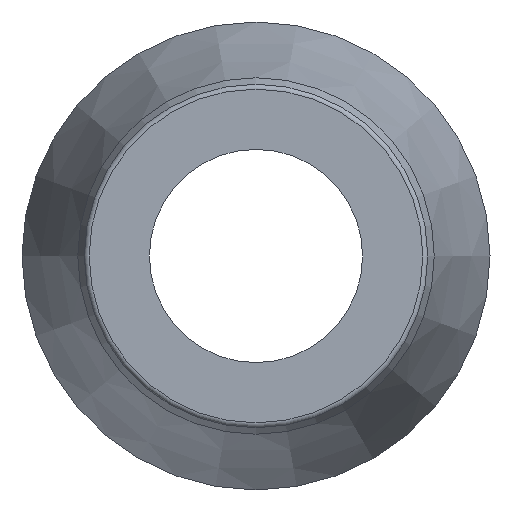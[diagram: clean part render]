
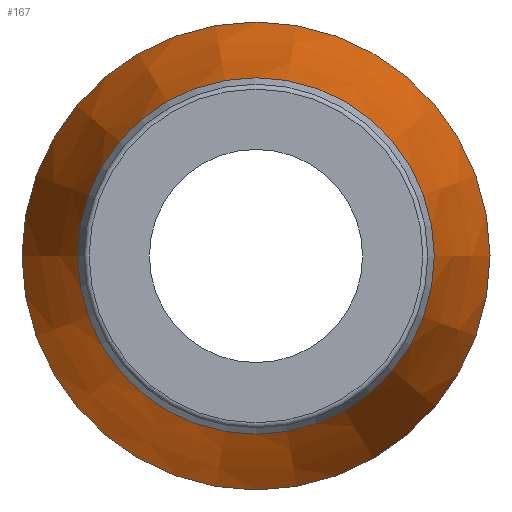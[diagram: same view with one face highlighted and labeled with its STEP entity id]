
A CAD part, left-side view. The second image highlights one B-rep face of the part: STEP entity #167.
In plain terms, the highlighted conical face has half-angle 15 degrees and reference radius 3.964 mm.
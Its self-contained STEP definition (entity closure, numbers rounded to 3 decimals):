
#23=CONICAL_SURFACE('',#205,3.964,0.262);
#28=FACE_BOUND('',#61,.T.);
#43=FACE_OUTER_BOUND('',#60,.T.);
#60=EDGE_LOOP('',(#135));
#61=EDGE_LOOP('',(#136));
#88=CIRCLE('',#204,3.428);
#89=CIRCLE('',#206,4.5);
#103=VERTEX_POINT('',#299);
#104=VERTEX_POINT('',#302);
#118=EDGE_CURVE('',#103,#103,#88,.T.);
#119=EDGE_CURVE('',#104,#104,#89,.T.);
#135=ORIENTED_EDGE('',*,*,#118,.T.);
#136=ORIENTED_EDGE('',*,*,#119,.F.);
#167=ADVANCED_FACE('',(#43,#28),#23,.T.);
#204=AXIS2_PLACEMENT_3D('',#300,#240,#241);
#205=AXIS2_PLACEMENT_3D('',#301,#242,#243);
#206=AXIS2_PLACEMENT_3D('',#303,#244,#245);
#240=DIRECTION('center_axis',(1.,0.,0.));
#241=DIRECTION('ref_axis',(0.,0.,-1.));
#242=DIRECTION('center_axis',(1.,0.,0.));
#243=DIRECTION('ref_axis',(0.,1.,0.));
#244=DIRECTION('center_axis',(1.,0.,0.));
#245=DIRECTION('ref_axis',(0.,0.,-1.));
#299=CARTESIAN_POINT('',(0.4,3.428,0.));
#300=CARTESIAN_POINT('Origin',(0.4,0.,0.));
#301=CARTESIAN_POINT('Origin',(2.4,0.,0.));
#302=CARTESIAN_POINT('',(4.4,4.5,0.));
#303=CARTESIAN_POINT('Origin',(4.4,0.,0.));
